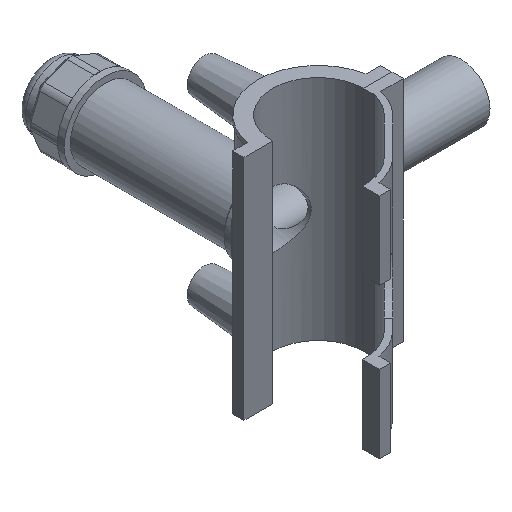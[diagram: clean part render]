
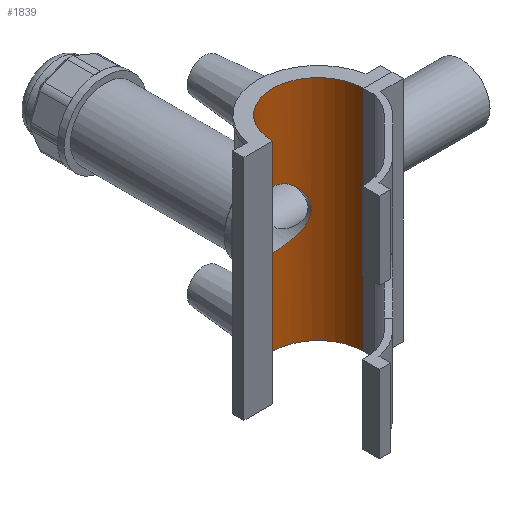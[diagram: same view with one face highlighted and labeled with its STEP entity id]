
A CAD part, isometric view. The second image highlights one B-rep face of the part: STEP entity #1839.
In plain terms, the highlighted cylindrical face has radius 20 mm (diameter 40 mm), a partial arc.
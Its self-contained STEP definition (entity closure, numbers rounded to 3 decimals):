
#44=FACE_BOUND('',#330,.T.);
#67=B_SPLINE_CURVE_WITH_KNOTS('',3,(#2750,#2751,#2752,#2753,#2754,#2755,
#2756,#2757,#2758,#2759,#2760,#2761,#2762,#2763,#2764,#2765,#2766,#2767,
#2768,#2769,#2770,#2771,#2772,#2773,#2774,#2775,#2776,#2777,#2778,#2779,
#2780,#2781,#2782,#2783,#2784,#2785,#2786,#2787,#2788,#2789,#2790,#2791,
#2792,#2793,#2794,#2795,#2796,#2797,#2798,#2799),.UNSPECIFIED.,.T.,.F.,
(4,2,2,2,2,2,2,2,2,2,2,2,2,2,2,2,2,2,2,2,2,2,2,2,4),(0.,0.247,
0.494,0.987,1.477,1.722,1.967,
2.211,2.456,2.946,3.439,3.686,
3.933,4.18,4.427,4.92,5.41,
5.655,5.9,6.144,6.389,6.879,
7.372,7.619,7.866),.UNSPECIFIED.);
#97=CIRCLE('',#1958,20.);
#98=CIRCLE('',#1959,20.);
#180=CYLINDRICAL_SURFACE('',#1957,20.);
#214=FACE_OUTER_BOUND('',#329,.T.);
#329=EDGE_LOOP('',(#1229,#1230,#1231,#1232));
#330=EDGE_LOOP('',(#1233));
#473=LINE('',#2743,#622);
#474=LINE('',#2747,#623);
#622=VECTOR('',#2176,100.);
#623=VECTOR('',#2179,100.);
#771=VERTEX_POINT('',#2741);
#772=VERTEX_POINT('',#2742);
#773=VERTEX_POINT('',#2744);
#774=VERTEX_POINT('',#2746);
#775=VERTEX_POINT('',#2749);
#955=EDGE_CURVE('',#771,#772,#473,.T.);
#956=EDGE_CURVE('',#773,#772,#97,.T.);
#957=EDGE_CURVE('',#773,#774,#474,.T.);
#958=EDGE_CURVE('',#771,#774,#98,.T.);
#959=EDGE_CURVE('',#775,#775,#67,.T.);
#1229=ORIENTED_EDGE('',*,*,#955,.T.);
#1230=ORIENTED_EDGE('',*,*,#956,.F.);
#1231=ORIENTED_EDGE('',*,*,#957,.T.);
#1232=ORIENTED_EDGE('',*,*,#958,.F.);
#1233=ORIENTED_EDGE('',*,*,#959,.T.);
#1839=ADVANCED_FACE('',(#214,#44),#180,.F.);
#1957=AXIS2_PLACEMENT_3D('',#2740,#2174,#2175);
#1958=AXIS2_PLACEMENT_3D('',#2745,#2177,#2178);
#1959=AXIS2_PLACEMENT_3D('',#2748,#2180,#2181);
#2174=DIRECTION('center_axis',(0.,0.,1.));
#2175=DIRECTION('ref_axis',(-1.,0.,0.));
#2176=DIRECTION('',(0.,0.,1.));
#2177=DIRECTION('center_axis',(0.,0.,-1.));
#2178=DIRECTION('ref_axis',(-1.,0.,0.));
#2179=DIRECTION('',(0.,0.,-1.));
#2180=DIRECTION('center_axis',(0.,0.,1.));
#2181=DIRECTION('ref_axis',(-1.,0.,0.));
#2740=CARTESIAN_POINT('Origin',(0.,0.,0.));
#2741=CARTESIAN_POINT('',(20.,0.05,-50.));
#2742=CARTESIAN_POINT('',(20.,0.05,50.));
#2743=CARTESIAN_POINT('',(20.,0.05,0.));
#2744=CARTESIAN_POINT('',(-20.,0.05,50.));
#2745=CARTESIAN_POINT('Origin',(0.,0.,50.));
#2746=CARTESIAN_POINT('',(-20.,0.05,-50.));
#2747=CARTESIAN_POINT('',(-20.,0.05,0.));
#2748=CARTESIAN_POINT('Origin',(0.,0.,-50.));
#2749=CARTESIAN_POINT('',(-12.6,15.532,0.));
#2750=CARTESIAN_POINT('Ctrl Pts',(-12.6,15.532,0.));
#2751=CARTESIAN_POINT('Ctrl Pts',(-12.6,15.532,0.823));
#2752=CARTESIAN_POINT('Ctrl Pts',(-12.518,15.599,1.661));
#2753=CARTESIAN_POINT('Ctrl Pts',(-12.187,15.86,3.309));
#2754=CARTESIAN_POINT('Ctrl Pts',(-11.937,16.052,4.118));
#2755=CARTESIAN_POINT('Ctrl Pts',(-10.965,16.745,6.428));
#2756=CARTESIAN_POINT('Ctrl Pts',(-10.007,17.36,7.812));
#2757=CARTESIAN_POINT('Ctrl Pts',(-7.821,18.448,9.998));
#2758=CARTESIAN_POINT('Ctrl Pts',(-6.435,19.004,10.962));
#2759=CARTESIAN_POINT('Ctrl Pts',(-4.115,19.588,11.939));
#2760=CARTESIAN_POINT('Ctrl Pts',(-3.302,19.743,12.189));
#2761=CARTESIAN_POINT('Ctrl Pts',(-1.653,19.949,12.519));
#2762=CARTESIAN_POINT('Ctrl Pts',(-0.816,20.,12.6));
#2763=CARTESIAN_POINT('Ctrl Pts',(0.816,20.,12.6));
#2764=CARTESIAN_POINT('Ctrl Pts',(1.653,19.949,12.519));
#2765=CARTESIAN_POINT('Ctrl Pts',(3.302,19.743,12.189));
#2766=CARTESIAN_POINT('Ctrl Pts',(4.115,19.588,11.939));
#2767=CARTESIAN_POINT('Ctrl Pts',(6.435,19.004,10.962));
#2768=CARTESIAN_POINT('Ctrl Pts',(7.821,18.448,9.998));
#2769=CARTESIAN_POINT('Ctrl Pts',(10.007,17.36,7.812));
#2770=CARTESIAN_POINT('Ctrl Pts',(10.965,16.745,6.428));
#2771=CARTESIAN_POINT('Ctrl Pts',(11.937,16.052,4.118));
#2772=CARTESIAN_POINT('Ctrl Pts',(12.187,15.86,3.309));
#2773=CARTESIAN_POINT('Ctrl Pts',(12.518,15.599,1.661));
#2774=CARTESIAN_POINT('Ctrl Pts',(12.6,15.532,0.823));
#2775=CARTESIAN_POINT('Ctrl Pts',(12.6,15.532,-0.823));
#2776=CARTESIAN_POINT('Ctrl Pts',(12.518,15.599,-1.661));
#2777=CARTESIAN_POINT('Ctrl Pts',(12.187,15.86,-3.309));
#2778=CARTESIAN_POINT('Ctrl Pts',(11.937,16.052,-4.118));
#2779=CARTESIAN_POINT('Ctrl Pts',(10.965,16.745,-6.428));
#2780=CARTESIAN_POINT('Ctrl Pts',(10.007,17.36,-7.812));
#2781=CARTESIAN_POINT('Ctrl Pts',(7.821,18.448,-9.998));
#2782=CARTESIAN_POINT('Ctrl Pts',(6.435,19.004,-10.962));
#2783=CARTESIAN_POINT('Ctrl Pts',(4.115,19.588,-11.939));
#2784=CARTESIAN_POINT('Ctrl Pts',(3.302,19.743,-12.189));
#2785=CARTESIAN_POINT('Ctrl Pts',(1.653,19.949,-12.519));
#2786=CARTESIAN_POINT('Ctrl Pts',(0.816,20.,-12.6));
#2787=CARTESIAN_POINT('Ctrl Pts',(-0.816,20.,-12.6));
#2788=CARTESIAN_POINT('Ctrl Pts',(-1.653,19.949,-12.519));
#2789=CARTESIAN_POINT('Ctrl Pts',(-3.302,19.743,-12.189));
#2790=CARTESIAN_POINT('Ctrl Pts',(-4.115,19.588,-11.939));
#2791=CARTESIAN_POINT('Ctrl Pts',(-6.435,19.004,-10.962));
#2792=CARTESIAN_POINT('Ctrl Pts',(-7.821,18.448,-9.998));
#2793=CARTESIAN_POINT('Ctrl Pts',(-10.007,17.36,-7.812));
#2794=CARTESIAN_POINT('Ctrl Pts',(-10.965,16.745,-6.428));
#2795=CARTESIAN_POINT('Ctrl Pts',(-11.937,16.052,-4.118));
#2796=CARTESIAN_POINT('Ctrl Pts',(-12.187,15.86,-3.309));
#2797=CARTESIAN_POINT('Ctrl Pts',(-12.518,15.599,-1.661));
#2798=CARTESIAN_POINT('Ctrl Pts',(-12.6,15.532,-0.823));
#2799=CARTESIAN_POINT('Ctrl Pts',(-12.6,15.532,0.));
